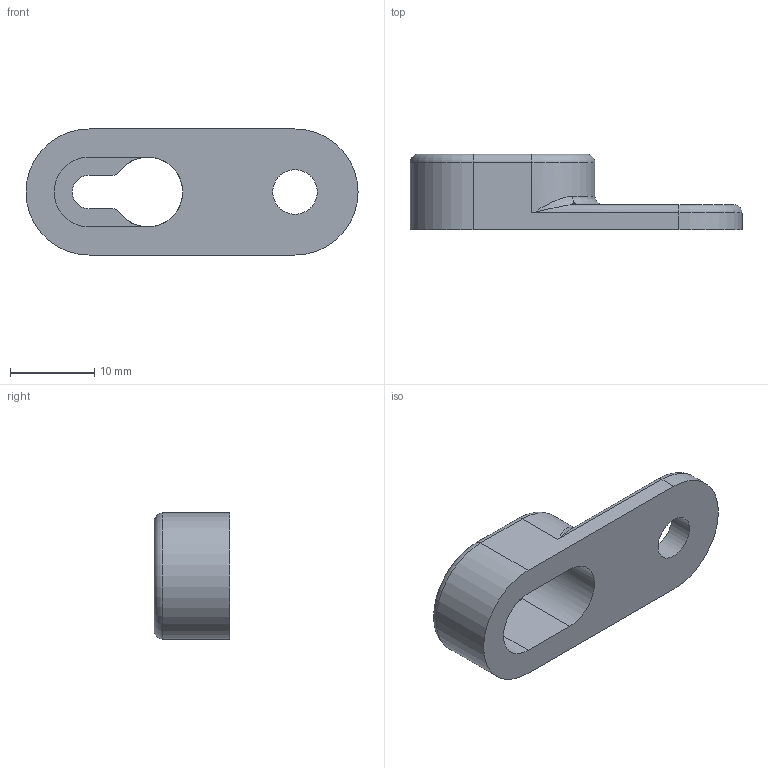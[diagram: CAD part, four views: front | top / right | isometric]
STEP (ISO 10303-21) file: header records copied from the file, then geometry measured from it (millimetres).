
FILE_DESCRIPTION(/* description */ (''),/* implementation_level */ '2;1');
FILE_NAME(/* name */ 'sliding mount retainer.step',/* time_stamp */ '2025-03-26T01:36:04+08:00',/* author */ (''),/* organization */ (''),/* preprocessor_version */ 'ST-DEVELOPER v20.1',/* originating_system */ 'Autodesk Translation Framework v14.4.0.0',/* authorisation */ '');
FILE_SCHEMA (('AUTOMOTIVE_DESIGN { 1 0 10303 214 3 1 1 }'));
Length unit declared in the file: millimetre
Products named in the file (1): sliding mount retainer
Bounding box: 39.5 x 9 x 15 mm (x, y, z)
Volume: 2265.5 mm3; surface area: 1902.5 mm2
Topology: 1 solids, 1 shells, 29 faces, 73 edges, 44 vertices
Faces by surface type: cylinder 13, plane 10, torus 4, bspline 2
Full cylindrical faces by diameter (mm): 5.3 x1
Entity records: 990 total; most frequent: CARTESIAN_POINT 251, DIRECTION 155, ORIENTED_EDGE 142, EDGE_CURVE 71, AXIS2_PLACEMENT_3D 60, VERTEX_POINT 44, LINE 35, VECTOR 35
